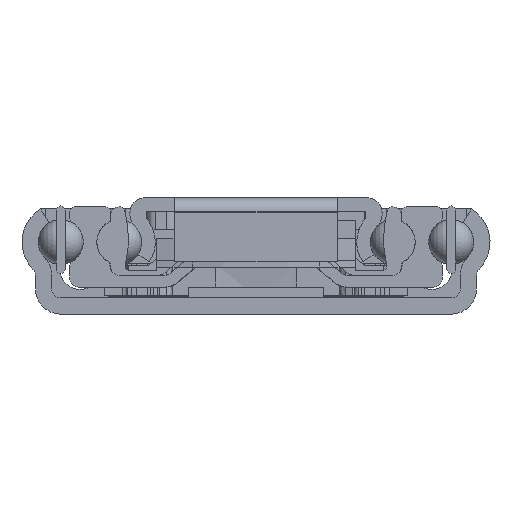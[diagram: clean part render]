
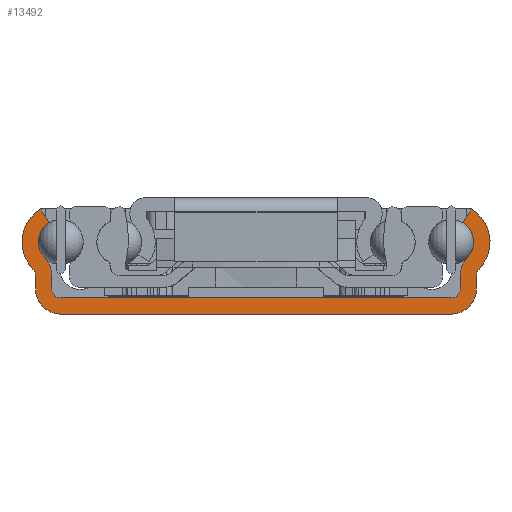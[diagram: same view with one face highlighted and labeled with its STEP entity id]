
A CAD part, front view. The second image highlights one B-rep face of the part: STEP entity #13492.
In plain terms, the highlighted planar face has unit normal (0, -1, 0).
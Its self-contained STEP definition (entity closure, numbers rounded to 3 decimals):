
#735=CIRCLE($,#14345,1.);
#736=CIRCLE($,#14348,2.8);
#737=CIRCLE($,#14350,2.5);
#738=CIRCLE($,#14353,4.3);
#739=CIRCLE($,#14355,1.);
#740=CIRCLE($,#14358,2.8);
#741=CIRCLE($,#14360,1.);
#742=CIRCLE($,#14363,2.8);
#743=CIRCLE($,#14365,2.5);
#744=CIRCLE($,#14368,4.3);
#745=CIRCLE($,#14370,1.);
#746=CIRCLE($,#14373,2.8);
#1528=FACE_OUTER_BOUND($,#2275,.T.);
#2275=EDGE_LOOP($,(#9809,#9810,#9811,#9812,#9813,#9814,#9815,#9816,#9817,
#9818,#9819,#9820,#9821,#9822,#9823,#9824,#9825,#9826,#9827,#9828));
#2932=LINE($,#19542,#4298);
#2992=LINE($,#19775,#4358);
#3144=LINE($,#20226,#4510);
#3148=LINE($,#20238,#4514);
#3152=LINE($,#20250,#4518);
#3155=LINE($,#20260,#4521);
#3159=LINE($,#20272,#4525);
#3163=LINE($,#20284,#4529);
#4298=VECTOR($,#15530,43.3);
#4358=VECTOR($,#15710,43.3);
#4510=VECTOR($,#16224,1.505);
#4514=VECTOR($,#16238,1.8);
#4518=VECTOR($,#16252,1.505);
#4521=VECTOR($,#16265,1.505);
#4525=VECTOR($,#16279,1.8);
#4529=VECTOR($,#16293,1.505);
#5656=VERTEX_POINT($,#19539);
#5657=VERTEX_POINT($,#19541);
#5769=VERTEX_POINT($,#19772);
#5770=VERTEX_POINT($,#19774);
#5887=VERTEX_POINT($,#20221);
#5888=VERTEX_POINT($,#20225);
#5889=VERTEX_POINT($,#20229);
#5890=VERTEX_POINT($,#20233);
#5891=VERTEX_POINT($,#20237);
#5892=VERTEX_POINT($,#20241);
#5893=VERTEX_POINT($,#20245);
#5894=VERTEX_POINT($,#20249);
#5895=VERTEX_POINT($,#20255);
#5896=VERTEX_POINT($,#20259);
#5897=VERTEX_POINT($,#20263);
#5898=VERTEX_POINT($,#20267);
#5899=VERTEX_POINT($,#20271);
#5900=VERTEX_POINT($,#20275);
#5901=VERTEX_POINT($,#20279);
#5902=VERTEX_POINT($,#20283);
#7013=EDGE_CURVE($,#5656,#5657,#2932,.T.);
#7132=EDGE_CURVE($,#5770,#5769,#2992,.T.);
#7349=EDGE_CURVE($,#5770,#5887,#735,.T.);
#7351=EDGE_CURVE($,#5887,#5888,#3144,.T.);
#7353=EDGE_CURVE($,#5888,#5889,#736,.T.);
#7355=EDGE_CURVE($,#5889,#5890,#737,.T.);
#7357=EDGE_CURVE($,#5890,#5891,#3148,.T.);
#7359=EDGE_CURVE($,#5891,#5892,#738,.T.);
#7361=EDGE_CURVE($,#5892,#5893,#739,.T.);
#7363=EDGE_CURVE($,#5893,#5894,#3152,.T.);
#7365=EDGE_CURVE($,#5894,#5656,#740,.T.);
#7366=EDGE_CURVE($,#5769,#5895,#741,.T.);
#7368=EDGE_CURVE($,#5895,#5896,#3155,.T.);
#7370=EDGE_CURVE($,#5896,#5897,#742,.T.);
#7372=EDGE_CURVE($,#5897,#5898,#743,.T.);
#7374=EDGE_CURVE($,#5898,#5899,#3159,.T.);
#7376=EDGE_CURVE($,#5899,#5900,#744,.T.);
#7378=EDGE_CURVE($,#5900,#5901,#745,.T.);
#7380=EDGE_CURVE($,#5901,#5902,#3163,.T.);
#7382=EDGE_CURVE($,#5902,#5657,#746,.T.);
#9809=ORIENTED_EDGE($,*,*,#7132,.T.);
#9810=ORIENTED_EDGE($,*,*,#7366,.T.);
#9811=ORIENTED_EDGE($,*,*,#7368,.T.);
#9812=ORIENTED_EDGE($,*,*,#7370,.T.);
#9813=ORIENTED_EDGE($,*,*,#7372,.T.);
#9814=ORIENTED_EDGE($,*,*,#7374,.T.);
#9815=ORIENTED_EDGE($,*,*,#7376,.T.);
#9816=ORIENTED_EDGE($,*,*,#7378,.T.);
#9817=ORIENTED_EDGE($,*,*,#7380,.T.);
#9818=ORIENTED_EDGE($,*,*,#7382,.T.);
#9819=ORIENTED_EDGE($,*,*,#7013,.F.);
#9820=ORIENTED_EDGE($,*,*,#7365,.F.);
#9821=ORIENTED_EDGE($,*,*,#7363,.F.);
#9822=ORIENTED_EDGE($,*,*,#7361,.F.);
#9823=ORIENTED_EDGE($,*,*,#7359,.F.);
#9824=ORIENTED_EDGE($,*,*,#7357,.F.);
#9825=ORIENTED_EDGE($,*,*,#7355,.F.);
#9826=ORIENTED_EDGE($,*,*,#7353,.F.);
#9827=ORIENTED_EDGE($,*,*,#7351,.F.);
#9828=ORIENTED_EDGE($,*,*,#7349,.F.);
#12997=PLANE($,#14375);
#13492=ADVANCED_FACE($,(#1528),#12997,.F.);
#14345=AXIS2_PLACEMENT_3D($,#20222,#16219,#16220);
#14348=AXIS2_PLACEMENT_3D($,#20230,#16228,#16229);
#14350=AXIS2_PLACEMENT_3D($,#20234,#16233,#16234);
#14353=AXIS2_PLACEMENT_3D($,#20242,#16242,#16243);
#14355=AXIS2_PLACEMENT_3D($,#20246,#16247,#16248);
#14358=AXIS2_PLACEMENT_3D($,#20253,#16256,#16257);
#14360=AXIS2_PLACEMENT_3D($,#20256,#16260,#16261);
#14363=AXIS2_PLACEMENT_3D($,#20264,#16269,#16270);
#14365=AXIS2_PLACEMENT_3D($,#20268,#16274,#16275);
#14368=AXIS2_PLACEMENT_3D($,#20276,#16283,#16284);
#14370=AXIS2_PLACEMENT_3D($,#20280,#16288,#16289);
#14373=AXIS2_PLACEMENT_3D($,#20287,#16297,#16298);
#14375=AXIS2_PLACEMENT_3D($,#20289,#16301,#16302);
#15530=DIRECTION($,(-1.,0.,0.));
#15710=DIRECTION($,(-1.,0.,0.));
#16219=DIRECTION('center_axis',(0.,-1.,0.));
#16220=DIRECTION('ref_axis',(0.,0.,-1.));
#16224=DIRECTION($,(0.,0.,1.));
#16228=DIRECTION('center_axis',(0.,1.,0.));
#16229=DIRECTION('ref_axis',(0.717,0.,-0.697));
#16233=DIRECTION('center_axis',(0.,-1.,0.));
#16234=DIRECTION('ref_axis',(0.717,0.,-0.697));
#16238=DIRECTION($,(0.521,0.,0.853));
#16242=DIRECTION('center_axis',(0.,1.,0.));
#16243=DIRECTION('ref_axis',(-0.717,0.,0.697));
#16247=DIRECTION('center_axis',(0.,-1.,0.));
#16248=DIRECTION('ref_axis',(-0.717,0.,0.697));
#16252=DIRECTION($,(0.,0.,-1.));
#16256=DIRECTION('center_axis',(0.,1.,0.));
#16257=DIRECTION('ref_axis',(0.,0.,1.));
#16260=DIRECTION('center_axis',(0.,1.,0.));
#16261=DIRECTION('ref_axis',(0.,0.,-1.));
#16265=DIRECTION($,(0.,0.,1.));
#16269=DIRECTION('center_axis',(0.,-1.,0.));
#16270=DIRECTION('ref_axis',(-0.717,0.,-0.697));
#16274=DIRECTION('center_axis',(0.,1.,0.));
#16275=DIRECTION('ref_axis',(-0.717,0.,-0.697));
#16279=DIRECTION($,(-0.521,0.,0.853));
#16283=DIRECTION('center_axis',(0.,-1.,0.));
#16284=DIRECTION('ref_axis',(0.717,0.,0.697));
#16288=DIRECTION('center_axis',(0.,1.,0.));
#16289=DIRECTION('ref_axis',(0.717,0.,0.697));
#16293=DIRECTION($,(0.,0.,-1.));
#16297=DIRECTION('center_axis',(0.,-1.,0.));
#16298=DIRECTION('ref_axis',(0.,0.,1.));
#16301=DIRECTION('center_axis',(0.,1.,0.));
#16302=DIRECTION('ref_axis',(0.,0.,1.));
#19539=CARTESIAN_POINT('',(21.65,0.,0.));
#19541=CARTESIAN_POINT('',(-21.65,0.,0.));
#19542=CARTESIAN_POINT($,(21.65,0.,0.));
#19772=CARTESIAN_POINT('',(-21.65,0.,1.8));
#19774=CARTESIAN_POINT('',(21.65,0.,1.8));
#19775=CARTESIAN_POINT($,(0.,0.,1.8));
#20221=CARTESIAN_POINT('',(22.65,0.,2.8));
#20222=CARTESIAN_POINT('Origin',(21.65,0.,2.8));
#20225=CARTESIAN_POINT('',(22.65,0.,4.305));
#20226=CARTESIAN_POINT($,(22.65,0.,2.8));
#20229=CARTESIAN_POINT('',(23.442,0.,6.257));
#20230=CARTESIAN_POINT('Origin',(25.45,0.,4.305));
#20233=CARTESIAN_POINT('',(22.953,0.,10.133));
#20234=CARTESIAN_POINT('Origin',(21.65,0.,8.));
#20237=CARTESIAN_POINT('',(23.892,0.,11.669));
#20238=CARTESIAN_POINT($,(22.953,0.,10.133));
#20241=CARTESIAN_POINT('',(24.733,0.,5.003));
#20242=CARTESIAN_POINT('Origin',(21.65,0.,8.));
#20245=CARTESIAN_POINT('',(24.45,0.,4.305));
#20246=CARTESIAN_POINT('Origin',(25.45,0.,4.305));
#20249=CARTESIAN_POINT('',(24.45,0.,2.8));
#20250=CARTESIAN_POINT($,(24.45,0.,4.305));
#20253=CARTESIAN_POINT('Origin',(21.65,0.,2.8));
#20255=CARTESIAN_POINT('',(-22.65,0.,2.8));
#20256=CARTESIAN_POINT('Origin',(-21.65,0.,2.8));
#20259=CARTESIAN_POINT('',(-22.65,0.,4.305));
#20260=CARTESIAN_POINT($,(-22.65,0.,2.8));
#20263=CARTESIAN_POINT('',(-23.442,0.,6.257));
#20264=CARTESIAN_POINT('Origin',(-25.45,0.,4.305));
#20267=CARTESIAN_POINT('',(-22.953,0.,10.133));
#20268=CARTESIAN_POINT('Origin',(-21.65,0.,8.));
#20271=CARTESIAN_POINT('',(-23.892,0.,11.669));
#20272=CARTESIAN_POINT($,(-22.953,0.,10.133));
#20275=CARTESIAN_POINT('',(-24.733,0.,5.003));
#20276=CARTESIAN_POINT('Origin',(-21.65,0.,8.));
#20279=CARTESIAN_POINT('',(-24.45,0.,4.305));
#20280=CARTESIAN_POINT('Origin',(-25.45,0.,4.305));
#20283=CARTESIAN_POINT('',(-24.45,0.,2.8));
#20284=CARTESIAN_POINT($,(-24.45,0.,4.305));
#20287=CARTESIAN_POINT('Origin',(-21.65,0.,2.8));
#20289=CARTESIAN_POINT('Origin',(-14.657,0.,2.51));
